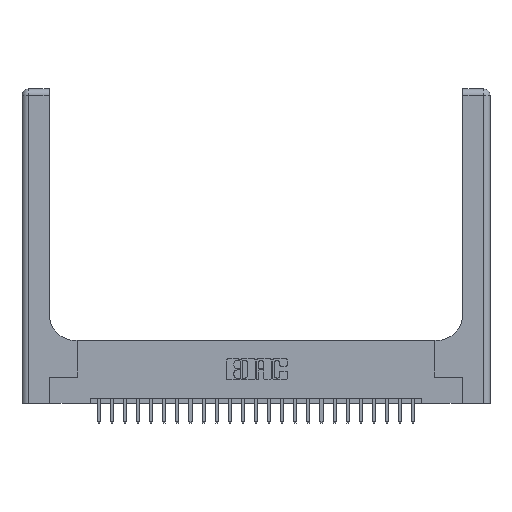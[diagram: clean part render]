
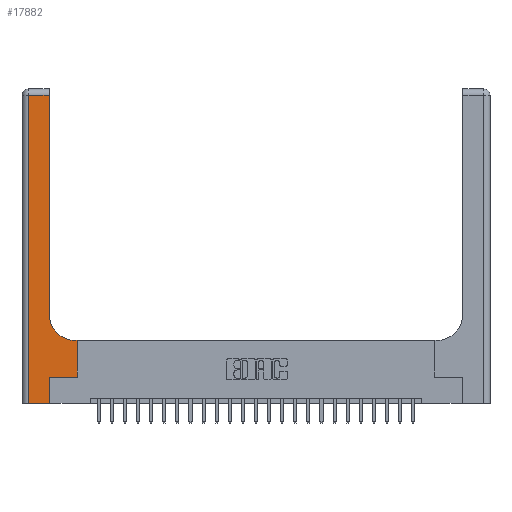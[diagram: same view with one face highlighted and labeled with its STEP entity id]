
A CAD part, top view. The second image highlights one B-rep face of the part: STEP entity #17882.
In plain terms, the highlighted planar face has unit normal (0, 0, 1).
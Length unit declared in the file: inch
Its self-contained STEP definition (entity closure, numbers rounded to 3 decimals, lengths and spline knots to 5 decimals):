
#1126 = CARTESIAN_POINT ( 'NONE',  ( 0.06, 2.94, 0.37 ) ) ;
#1512 = DIRECTION ( 'NONE',  ( 0., 1., 0. ) ) ;
#1975 = CARTESIAN_POINT ( 'NONE',  ( 0.26, 2.94, 0.37 ) ) ;
#2065 = FACE_OUTER_BOUND ( 'NONE', #16451, .T. ) ;
#2224 = ORIENTED_EDGE ( 'NONE', *, *, #22523, .T. ) ;
#2460 = ORIENTED_EDGE ( 'NONE', *, *, #7880, .T. ) ;
#2593 = DIRECTION ( 'NONE',  ( 1., 0., 0. ) ) ;
#2691 = EDGE_CURVE ( 'NONE', #21527, #16749, #16375, .T. ) ;
#2930 = CARTESIAN_POINT ( 'NONE',  ( 0.51, 0.6, 0.37 ) ) ;
#2939 = VERTEX_POINT ( 'NONE', #1126 ) ;
#3082 = EDGE_CURVE ( 'NONE', #3213, #24054, #3447, .T. ) ;
#3213 = VERTEX_POINT ( 'NONE', #14909 ) ;
#3447 = LINE ( 'NONE', #22295, #16705 ) ;
#3609 = VECTOR ( 'NONE', #21954, 39.37008 ) ;
#3720 = AXIS2_PLACEMENT_3D ( 'NONE', #20804, #7736, #20930 ) ;
#3959 = CARTESIAN_POINT ( 'NONE',  ( 0., 2.94, 0.37 ) ) ;
#5636 = CARTESIAN_POINT ( 'NONE',  ( 0.528, 0.6, 0.37 ) ) ;
#6023 = VERTEX_POINT ( 'NONE', #14602 ) ;
#6230 = VECTOR ( 'NONE', #14100, 39.37008 ) ;
#6363 = EDGE_CURVE ( 'NONE', #18909, #6023, #18473, .T. ) ;
#6416 = ORIENTED_EDGE ( 'NONE', *, *, #23972, .T. ) ;
#6573 = LINE ( 'NONE', #10281, #6230 ) ;
#6762 = VECTOR ( 'NONE', #10517, 39.37008 ) ;
#6883 = CARTESIAN_POINT ( 'NONE',  ( 0.265, 0.25, 0.37 ) ) ;
#6921 = ORIENTED_EDGE ( 'NONE', *, *, #21533, .T. ) ;
#6953 = CARTESIAN_POINT ( 'NONE',  ( 0.06, 3., 0.37 ) ) ;
#7136 = LINE ( 'NONE', #9100, #11368 ) ;
#7279 = EDGE_CURVE ( 'NONE', #13362, #18909, #21605, .T. ) ;
#7736 = DIRECTION ( 'NONE',  ( 0., 0., -1. ) ) ;
#7880 = EDGE_CURVE ( 'NONE', #2939, #3213, #17934, .T. ) ;
#8552 = ORIENTED_EDGE ( 'NONE', *, *, #2691, .T. ) ;
#8598 = AXIS2_PLACEMENT_3D ( 'NONE', #9748, #21342, #2593 ) ;
#9029 = CARTESIAN_POINT ( 'NONE',  ( 0.265, 0., 0.37 ) ) ;
#9100 = CARTESIAN_POINT ( 'NONE',  ( 0.528, 0.25, 0.37 ) ) ;
#9748 = CARTESIAN_POINT ( 'NONE',  ( 0.51, 0.85, 0.37 ) ) ;
#10281 = CARTESIAN_POINT ( 'NONE',  ( 0.26, 3., 0.37 ) ) ;
#10371 = ORIENTED_EDGE ( 'NONE', *, *, #7279, .T. ) ;
#10385 = CARTESIAN_POINT ( 'NONE',  ( 0.528, 0.25, 0.37 ) ) ;
#10517 = DIRECTION ( 'NONE',  ( 0., -1., 0. ) ) ;
#10727 = ORIENTED_EDGE ( 'NONE', *, *, #21244, .T. ) ;
#10850 = DIRECTION ( 'NONE',  ( 1., 0., 0. ) ) ;
#11368 = VECTOR ( 'NONE', #12789, 39.37008 ) ;
#12789 = DIRECTION ( 'NONE',  ( 0., 1., 0. ) ) ;
#13284 = PLANE ( 'NONE',  #3720 ) ;
#13362 = VERTEX_POINT ( 'NONE', #5636 ) ;
#13562 = LINE ( 'NONE', #3959, #23931 ) ;
#14100 = DIRECTION ( 'NONE',  ( 0., 1., 0. ) ) ;
#14602 = CARTESIAN_POINT ( 'NONE',  ( 0.26, 0.85, 0.37 ) ) ;
#14909 = CARTESIAN_POINT ( 'NONE',  ( 0.06, 0., 0.37 ) ) ;
#15391 = ORIENTED_EDGE ( 'NONE', *, *, #3082, .T. ) ;
#15821 = CARTESIAN_POINT ( 'NONE',  ( 0.265, 0.25, 0.37 ) ) ;
#16375 = LINE ( 'NONE', #15821, #18257 ) ;
#16451 = EDGE_LOOP ( 'NONE', ( #6416, #10727, #2460, #15391, #2224, #8552, #6921, #10371, #16918 ) ) ;
#16705 = VECTOR ( 'NONE', #10850, 39.37008 ) ;
#16749 = VERTEX_POINT ( 'NONE', #10385 ) ;
#16918 = ORIENTED_EDGE ( 'NONE', *, *, #6363, .T. ) ;
#17042 = DIRECTION ( 'NONE',  ( -1., 0., 0. ) ) ;
#17882 = ADVANCED_FACE ( 'NONE', ( #2065 ), #13284, .F. ) ;
#17924 = CARTESIAN_POINT ( 'NONE',  ( 0.26, 0.6, 0.37 ) ) ;
#17934 = LINE ( 'NONE', #6953, #6762 ) ;
#18257 = VECTOR ( 'NONE', #19855, 39.37008 ) ;
#18402 = LINE ( 'NONE', #9029, #18828 ) ;
#18473 = CIRCLE ( 'NONE', #8598, 0.25 ) ;
#18828 = VECTOR ( 'NONE', #1512, 39.37008 ) ;
#18909 = VERTEX_POINT ( 'NONE', #2930 ) ;
#19855 = DIRECTION ( 'NONE',  ( 1., 0., 0. ) ) ;
#20044 = VERTEX_POINT ( 'NONE', #1975 ) ;
#20255 = CARTESIAN_POINT ( 'NONE',  ( 0.265, 0., 0.37 ) ) ;
#20804 = CARTESIAN_POINT ( 'NONE',  ( 0., 3., 0.37 ) ) ;
#20930 = DIRECTION ( 'NONE',  ( -1., 0., 0. ) ) ;
#21244 = EDGE_CURVE ( 'NONE', #20044, #2939, #13562, .T. ) ;
#21342 = DIRECTION ( 'NONE',  ( 0., 0., -1. ) ) ;
#21527 = VERTEX_POINT ( 'NONE', #6883 ) ;
#21533 = EDGE_CURVE ( 'NONE', #16749, #13362, #7136, .T. ) ;
#21605 = LINE ( 'NONE', #17924, #3609 ) ;
#21954 = DIRECTION ( 'NONE',  ( -1., 0., 0. ) ) ;
#22295 = CARTESIAN_POINT ( 'NONE',  ( 0., 0., 0.37 ) ) ;
#22523 = EDGE_CURVE ( 'NONE', #24054, #21527, #18402, .T. ) ;
#23931 = VECTOR ( 'NONE', #17042, 39.37008 ) ;
#23972 = EDGE_CURVE ( 'NONE', #6023, #20044, #6573, .T. ) ;
#24054 = VERTEX_POINT ( 'NONE', #20255 ) ;
